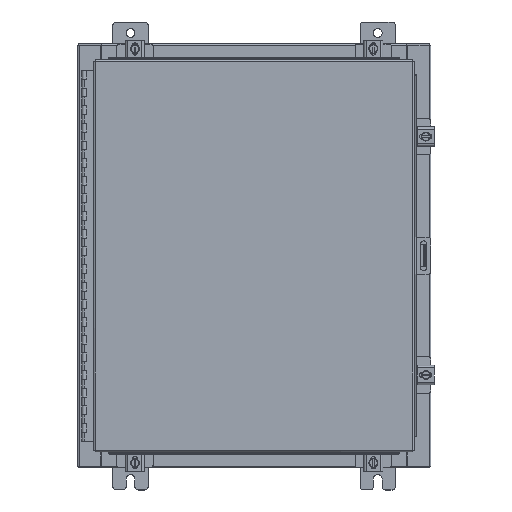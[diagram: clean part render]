
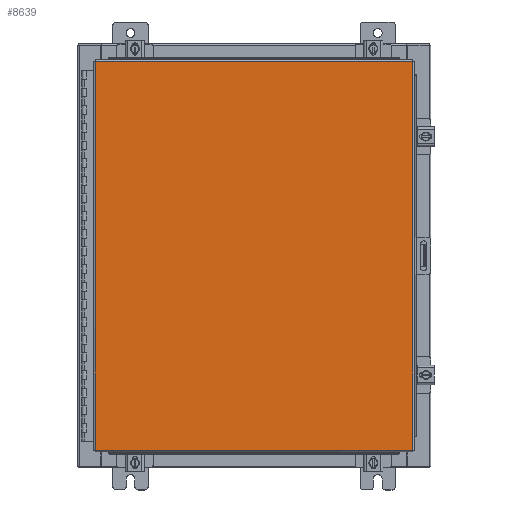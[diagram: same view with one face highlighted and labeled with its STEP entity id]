
A CAD part, top view. The second image highlights one B-rep face of the part: STEP entity #8639.
In plain terms, the highlighted planar face has unit normal (0, 0, 1).
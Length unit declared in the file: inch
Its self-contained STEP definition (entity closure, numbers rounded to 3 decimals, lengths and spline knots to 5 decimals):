
#900 = CARTESIAN_POINT ( 'NONE',  ( 8.9903, 11.0063, 0. ) ) ;
#1631 = LINE ( 'NONE', #9024, #20848 ) ;
#2119 = DIRECTION ( 'NONE',  ( 0., 1., 0. ) ) ;
#3061 = DIRECTION ( 'NONE',  ( -1., 0., 0. ) ) ;
#3763 = EDGE_CURVE ( 'NONE', #21763, #9209, #21338, .T. ) ;
#3964 = ORIENTED_EDGE ( 'NONE', *, *, #26899, .T. ) ;
#5480 = PLANE ( 'NONE',  #25978 ) ;
#6431 = VECTOR ( 'NONE', #13385, 39.37008 ) ;
#8639 = ADVANCED_FACE ( 'NONE', ( #10080 ), #5480, .F. ) ;
#9024 = CARTESIAN_POINT ( 'NONE',  ( -8.9903, 11.0063, 0. ) ) ;
#9209 = VERTEX_POINT ( 'NONE', #23090 ) ;
#9311 = ORIENTED_EDGE ( 'NONE', *, *, #19216, .T. ) ;
#10080 = FACE_OUTER_BOUND ( 'NONE', #25805, .T. ) ;
#11758 = CARTESIAN_POINT ( 'NONE',  ( -8.9903, -11.0063, 0. ) ) ;
#13041 = CARTESIAN_POINT ( 'NONE',  ( 0., 0., 0. ) ) ;
#13166 = EDGE_CURVE ( 'NONE', #19388, #21763, #15986, .T. ) ;
#13385 = DIRECTION ( 'NONE',  ( -1., 0., 0. ) ) ;
#14290 = CARTESIAN_POINT ( 'NONE',  ( 8.9903, 11.0063, 0. ) ) ;
#14304 = DIRECTION ( 'NONE',  ( 1., 0., 0. ) ) ;
#14693 = VERTEX_POINT ( 'NONE', #29616 ) ;
#15986 = LINE ( 'NONE', #32141, #27730 ) ;
#16610 = DIRECTION ( 'NONE',  ( 0., -1., 0. ) ) ;
#18076 = DIRECTION ( 'NONE',  ( 0., 0., -1. ) ) ;
#19216 = EDGE_CURVE ( 'NONE', #14693, #19388, #24222, .T. ) ;
#19388 = VERTEX_POINT ( 'NONE', #22608 ) ;
#19656 = ORIENTED_EDGE ( 'NONE', *, *, #13166, .T. ) ;
#20848 = VECTOR ( 'NONE', #16610, 39.37008 ) ;
#21338 = LINE ( 'NONE', #900, #6431 ) ;
#21763 = VERTEX_POINT ( 'NONE', #14290 ) ;
#22608 = CARTESIAN_POINT ( 'NONE',  ( 8.9903, -11.0063, 0. ) ) ;
#23090 = CARTESIAN_POINT ( 'NONE',  ( -8.9903, 11.0063, 0. ) ) ;
#24222 = LINE ( 'NONE', #11758, #31640 ) ;
#25805 = EDGE_LOOP ( 'NONE', ( #9311, #19656, #28563, #3964 ) ) ;
#25978 = AXIS2_PLACEMENT_3D ( 'NONE', #13041, #18076, #3061 ) ;
#26899 = EDGE_CURVE ( 'NONE', #9209, #14693, #1631, .T. ) ;
#27730 = VECTOR ( 'NONE', #2119, 39.37008 ) ;
#28563 = ORIENTED_EDGE ( 'NONE', *, *, #3763, .T. ) ;
#29616 = CARTESIAN_POINT ( 'NONE',  ( -8.9903, -11.0063, 0. ) ) ;
#31640 = VECTOR ( 'NONE', #14304, 39.37008 ) ;
#32141 = CARTESIAN_POINT ( 'NONE',  ( 8.9903, -11.0063, 0. ) ) ;
